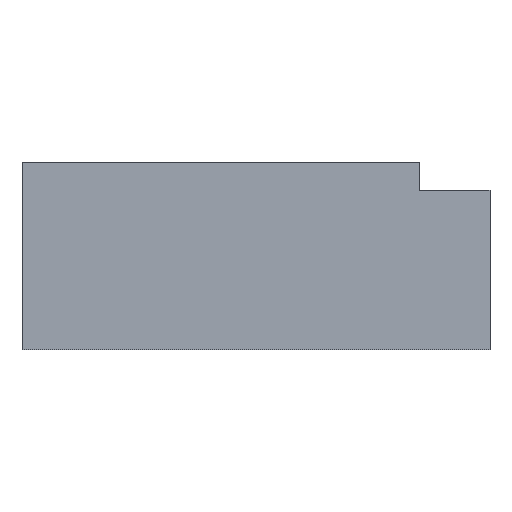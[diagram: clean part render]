
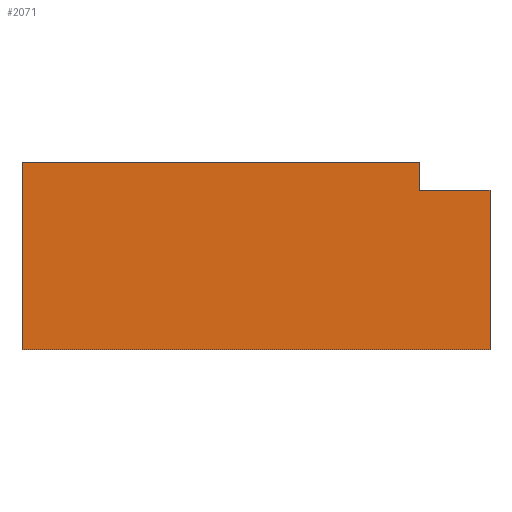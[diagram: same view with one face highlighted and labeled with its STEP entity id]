
A CAD part, front view. The second image highlights one B-rep face of the part: STEP entity #2071.
In plain terms, the highlighted planar face has unit normal (0, -1, 0).
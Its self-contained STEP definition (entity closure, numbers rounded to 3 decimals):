
#313=FACE_OUTER_BOUND('',#432,.T.);
#432=EDGE_LOOP('',(#1898,#1899,#1900,#1901,#1902,#1903));
#605=LINE('',#3997,#788);
#606=LINE('',#4000,#789);
#609=LINE('',#4006,#792);
#616=LINE('',#4019,#799);
#617=LINE('',#4022,#800);
#618=LINE('',#4023,#801);
#788=VECTOR('',#2430,10.);
#789=VECTOR('',#2433,10.);
#792=VECTOR('',#2438,10.);
#799=VECTOR('',#2449,10.);
#800=VECTOR('',#2452,10.);
#801=VECTOR('',#2453,10.);
#994=VERTEX_POINT('',#3991);
#996=VERTEX_POINT('',#3995);
#997=VERTEX_POINT('',#3999);
#999=VERTEX_POINT('',#4005);
#1003=VERTEX_POINT('',#4017);
#1004=VERTEX_POINT('',#4021);
#1293=EDGE_CURVE('',#994,#996,#605,.T.);
#1294=EDGE_CURVE('',#997,#996,#606,.T.);
#1297=EDGE_CURVE('',#994,#999,#609,.T.);
#1304=EDGE_CURVE('',#1003,#999,#616,.T.);
#1305=EDGE_CURVE('',#1004,#1003,#617,.T.);
#1306=EDGE_CURVE('',#1004,#997,#618,.T.);
#1898=ORIENTED_EDGE('',*,*,#1305,.T.);
#1899=ORIENTED_EDGE('',*,*,#1304,.T.);
#1900=ORIENTED_EDGE('',*,*,#1297,.F.);
#1901=ORIENTED_EDGE('',*,*,#1293,.T.);
#1902=ORIENTED_EDGE('',*,*,#1294,.F.);
#1903=ORIENTED_EDGE('',*,*,#1306,.F.);
#1961=PLANE('',#2147);
#2071=ADVANCED_FACE('',(#313),#1961,.T.);
#2147=AXIS2_PLACEMENT_3D('',#4020,#2450,#2451);
#2430=DIRECTION('',(0.,0.,1.));
#2433=DIRECTION('',(1.,0.,0.));
#2438=DIRECTION('',(1.,0.,0.));
#2449=DIRECTION('',(0.,0.,1.));
#2450=DIRECTION('center_axis',(0.,-1.,0.));
#2451=DIRECTION('ref_axis',(1.,0.,0.));
#2452=DIRECTION('',(1.,0.,0.));
#2453=DIRECTION('',(0.,0.,1.));
#3991=CARTESIAN_POINT('',(17.,0.,6.8));
#3995=CARTESIAN_POINT('',(17.,0.,8.));
#3997=CARTESIAN_POINT('',(17.,0.,6.8));
#3999=CARTESIAN_POINT('',(0.,0.,8.));
#4000=CARTESIAN_POINT('',(17.,0.,8.));
#4005=CARTESIAN_POINT('',(20.,0.,6.8));
#4006=CARTESIAN_POINT('',(0.,0.,6.8));
#4017=CARTESIAN_POINT('',(20.,0.,0.));
#4019=CARTESIAN_POINT('',(20.,0.,0.));
#4020=CARTESIAN_POINT('Origin',(0.,0.,0.));
#4021=CARTESIAN_POINT('',(0.,0.,0.));
#4022=CARTESIAN_POINT('',(0.,0.,0.));
#4023=CARTESIAN_POINT('',(0.,0.,0.));
